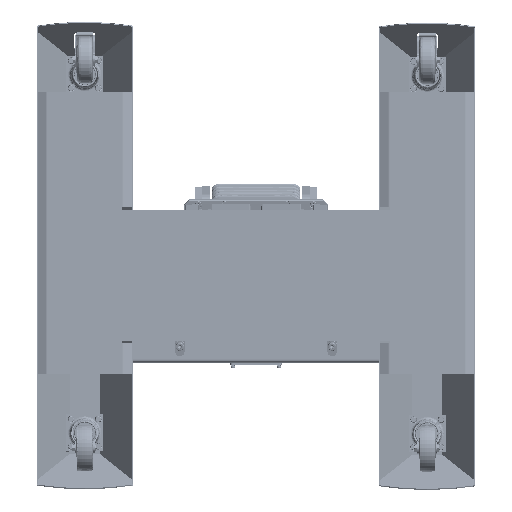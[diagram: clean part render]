
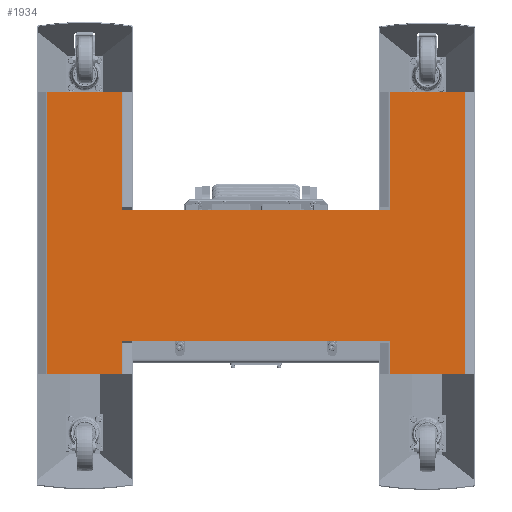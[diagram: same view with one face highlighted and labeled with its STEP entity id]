
A CAD part, front view. The second image highlights one B-rep face of the part: STEP entity #1934.
In plain terms, the highlighted planar face has unit normal (0, -1, 0).
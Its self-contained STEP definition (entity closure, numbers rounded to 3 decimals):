
#1465 = VERTEX_POINT ( 'NONE', #23903 ) ;
#1489 = EDGE_CURVE ( 'NONE', #1520, #1495, #23963, .T. ) ;
#1495 = VERTEX_POINT ( 'NONE', #23956 ) ;
#1520 = VERTEX_POINT ( 'NONE', #24061 ) ;
#1567 = VERTEX_POINT ( 'NONE', #24174 ) ;
#1605 = EDGE_CURVE ( 'NONE', #1721, #1465, #24309, .T. ) ;
#1615 = EDGE_CURVE ( 'NONE', #1617, #1633, #24288, .T. ) ;
#1617 = VERTEX_POINT ( 'NONE', #24283 ) ;
#1633 = VERTEX_POINT ( 'NONE', #24374 ) ;
#1721 = VERTEX_POINT ( 'NONE', #24569 ) ;
#1743 = EDGE_CURVE ( 'NONE', #1567, #1744, #24529, .T. ) ;
#1744 = VERTEX_POINT ( 'NONE', #24641 ) ;
#1750 = EDGE_CURVE ( 'NONE', #1950, #1914, #24625, .T. ) ;
#1753 = ORIENTED_EDGE ( 'NONE', *, *, #1948, .F. ) ;
#1756 = ORIENTED_EDGE ( 'NONE', *, *, #1795, .F. ) ;
#1775 = VERTEX_POINT ( 'NONE', #24676 ) ;
#1795 = EDGE_CURVE ( 'NONE', #2076, #1940, #24653, .T. ) ;
#1797 = ORIENTED_EDGE ( 'NONE', *, *, #2051, .F. ) ;
#1804 = ORIENTED_EDGE ( 'NONE', *, *, #1841, .F. ) ;
#1812 = ORIENTED_EDGE ( 'NONE', *, *, #1926, .F. ) ;
#1841 = EDGE_CURVE ( 'NONE', #1775, #2090, #24820, .T. ) ;
#1866 = VERTEX_POINT ( 'NONE', #24781 ) ;
#1877 = EDGE_CURVE ( 'NONE', #1744, #1617, #24894, .T. ) ;
#1889 = ORIENTED_EDGE ( 'NONE', *, *, #1891, .F. ) ;
#1891 = EDGE_CURVE ( 'NONE', #1917, #1567, #24861, .T. ) ;
#1896 = ORIENTED_EDGE ( 'NONE', *, *, #1907, .F. ) ;
#1899 = ORIENTED_EDGE ( 'NONE', *, *, #1750, .F. ) ;
#1907 = EDGE_CURVE ( 'NONE', #1914, #1917, #24840, .T. ) ;
#1914 = VERTEX_POINT ( 'NONE', #24952 ) ;
#1917 = VERTEX_POINT ( 'NONE', #24948 ) ;
#1926 = EDGE_CURVE ( 'NONE', #1866, #1775, #24933, .T. ) ;
#1934 = ADVANCED_FACE ( 'NONE', ( #25025 ), #24906, .F. ) ;
#1936 = EDGE_LOOP ( 'NONE', ( #1993, #1999, #2005, #2092, #2098, #37367, #1967, #1889, #1896, #1899, #1753, #1756, #1797, #1804, #1812, #2177 ) ) ;
#1940 = VERTEX_POINT ( 'NONE', #25013 ) ;
#1948 = EDGE_CURVE ( 'NONE', #1940, #1950, #25011, .T. ) ;
#1950 = VERTEX_POINT ( 'NONE', #24998 ) ;
#1967 = ORIENTED_EDGE ( 'NONE', *, *, #1743, .F. ) ;
#1993 = ORIENTED_EDGE ( 'NONE', *, *, #1489, .F. ) ;
#1999 = ORIENTED_EDGE ( 'NONE', *, *, #2003, .F. ) ;
#2003 = EDGE_CURVE ( 'NONE', #1465, #1520, #25050, .T. ) ;
#2005 = ORIENTED_EDGE ( 'NONE', *, *, #1605, .F. ) ;
#2051 = EDGE_CURVE ( 'NONE', #2090, #2076, #25172, .T. ) ;
#2076 = VERTEX_POINT ( 'NONE', #25246 ) ;
#2090 = VERTEX_POINT ( 'NONE', #25220 ) ;
#2092 = ORIENTED_EDGE ( 'NONE', *, *, #2094, .F. ) ;
#2094 = EDGE_CURVE ( 'NONE', #1633, #1721, #25219, .T. ) ;
#2098 = ORIENTED_EDGE ( 'NONE', *, *, #1615, .F. ) ;
#2177 = ORIENTED_EDGE ( 'NONE', *, *, #2181, .F. ) ;
#2181 = EDGE_CURVE ( 'NONE', #1495, #1866, #25399, .T. ) ;
#23903 = CARTESIAN_POINT ( 'NONE',  ( -335.5, -4., -453. ) ) ;
#23956 = CARTESIAN_POINT ( 'NONE',  ( -215.5, -4., 0. ) ) ;
#23958 = DIRECTION ( 'NONE',  ( 1., 0., 0. ) ) ;
#23960 = VECTOR ( 'NONE', #23958, 1000. ) ;
#23962 = CARTESIAN_POINT ( 'NONE',  ( -335.5, -4., 0. ) ) ;
#23963 = LINE ( 'NONE', #23962, #23960 ) ;
#24061 = CARTESIAN_POINT ( 'NONE',  ( -335.5, -4., 0. ) ) ;
#24174 = CARTESIAN_POINT ( 'NONE',  ( 215.5, -4., -404. ) ) ;
#24283 = CARTESIAN_POINT ( 'NONE',  ( -215.5, -4., -400. ) ) ;
#24284 = DIRECTION ( 'NONE',  ( 0., 0., -1. ) ) ;
#24285 = VECTOR ( 'NONE', #24284, 1000. ) ;
#24286 = CARTESIAN_POINT ( 'NONE',  ( -215.5, -4., -400. ) ) ;
#24288 = LINE ( 'NONE', #24286, #24285 ) ;
#24304 = DIRECTION ( 'NONE',  ( -1., 0., 0. ) ) ;
#24306 = VECTOR ( 'NONE', #24304, 1000. ) ;
#24308 = CARTESIAN_POINT ( 'NONE',  ( -215.5, -4., -453. ) ) ;
#24309 = LINE ( 'NONE', #24308, #24306 ) ;
#24374 = CARTESIAN_POINT ( 'NONE',  ( -215.5, -4., -404. ) ) ;
#24529 = LINE ( 'NONE', #24646, #24645 ) ;
#24569 = CARTESIAN_POINT ( 'NONE',  ( -215.5, -4., -453. ) ) ;
#24620 = DIRECTION ( 'NONE',  ( 0., 0., -1. ) ) ;
#24621 = VECTOR ( 'NONE', #24620, 1000. ) ;
#24624 = CARTESIAN_POINT ( 'NONE',  ( 335.5, -4., -453. ) ) ;
#24625 = LINE ( 'NONE', #24624, #24621 ) ;
#24641 = CARTESIAN_POINT ( 'NONE',  ( 215.5, -4., -400. ) ) ;
#24644 = DIRECTION ( 'NONE',  ( 0., 0., 1. ) ) ;
#24645 = VECTOR ( 'NONE', #24644, 1000. ) ;
#24646 = CARTESIAN_POINT ( 'NONE',  ( 215.5, -4., -400. ) ) ;
#24649 = DIRECTION ( 'NONE',  ( 0., 0., 1. ) ) ;
#24650 = VECTOR ( 'NONE', #24649, 1000. ) ;
#24651 = CARTESIAN_POINT ( 'NONE',  ( 215.5, -4., 0. ) ) ;
#24653 = LINE ( 'NONE', #24651, #24650 ) ;
#24676 = CARTESIAN_POINT ( 'NONE',  ( -215.5, -4., -189. ) ) ;
#24781 = CARTESIAN_POINT ( 'NONE',  ( -215.5, -4., -185. ) ) ;
#24817 = DIRECTION ( 'NONE',  ( 1., 0., 0. ) ) ;
#24818 = VECTOR ( 'NONE', #24817, 1000. ) ;
#24819 = CARTESIAN_POINT ( 'NONE',  ( 215.5, -4., -189. ) ) ;
#24820 = LINE ( 'NONE', #24819, #24818 ) ;
#24836 = DIRECTION ( 'NONE',  ( -1., 0., 0. ) ) ;
#24838 = VECTOR ( 'NONE', #24836, 1000. ) ;
#24839 = CARTESIAN_POINT ( 'NONE',  ( 215.5, -4., -453. ) ) ;
#24840 = LINE ( 'NONE', #24839, #24838 ) ;
#24857 = DIRECTION ( 'NONE',  ( 0., 0., 1. ) ) ;
#24858 = VECTOR ( 'NONE', #24857, 1000. ) ;
#24859 = CARTESIAN_POINT ( 'NONE',  ( 215.5, -4., -400. ) ) ;
#24861 = LINE ( 'NONE', #24859, #24858 ) ;
#24889 = DIRECTION ( 'NONE',  ( -1., 0., 0. ) ) ;
#24891 = VECTOR ( 'NONE', #24889, 1000. ) ;
#24893 = CARTESIAN_POINT ( 'NONE',  ( -215.5, -4., -400. ) ) ;
#24894 = LINE ( 'NONE', #24893, #24891 ) ;
#24906 = PLANE ( 'NONE',  #25023 ) ;
#24930 = DIRECTION ( 'NONE',  ( 0., 0., -1. ) ) ;
#24931 = VECTOR ( 'NONE', #24930, 1000. ) ;
#24932 = CARTESIAN_POINT ( 'NONE',  ( -215.5, -4., 0. ) ) ;
#24933 = LINE ( 'NONE', #24932, #24931 ) ;
#24948 = CARTESIAN_POINT ( 'NONE',  ( 215.5, -4., -453. ) ) ;
#24952 = CARTESIAN_POINT ( 'NONE',  ( 335.5, -4., -453. ) ) ;
#24998 = CARTESIAN_POINT ( 'NONE',  ( 335.5, -4., 0. ) ) ;
#25005 = DIRECTION ( 'NONE',  ( 1., 0., 0. ) ) ;
#25007 = VECTOR ( 'NONE', #25005, 1000. ) ;
#25010 = CARTESIAN_POINT ( 'NONE',  ( 335.5, -4., 0. ) ) ;
#25011 = LINE ( 'NONE', #25010, #25007 ) ;
#25013 = CARTESIAN_POINT ( 'NONE',  ( 215.5, -4., 0. ) ) ;
#25014 = DIRECTION ( 'NONE',  ( 0., 0., 1. ) ) ;
#25016 = DIRECTION ( 'NONE',  ( 0., 1., 0. ) ) ;
#25017 = CARTESIAN_POINT ( 'NONE',  ( -215.5, -4., 0. ) ) ;
#25023 = AXIS2_PLACEMENT_3D ( 'NONE', #25017, #25016, #25014 ) ;
#25025 = FACE_OUTER_BOUND ( 'NONE', #1936, .T. ) ;
#25040 = DIRECTION ( 'NONE',  ( 0., 0., 1. ) ) ;
#25042 = VECTOR ( 'NONE', #25040, 1000. ) ;
#25043 = CARTESIAN_POINT ( 'NONE',  ( -335.5, -4., -453. ) ) ;
#25050 = LINE ( 'NONE', #25043, #25042 ) ;
#25157 = DIRECTION ( 'NONE',  ( 0., 0., 1. ) ) ;
#25158 = VECTOR ( 'NONE', #25157, 1000. ) ;
#25160 = CARTESIAN_POINT ( 'NONE',  ( 215.5, -4., 0. ) ) ;
#25172 = LINE ( 'NONE', #25160, #25158 ) ;
#25219 = LINE ( 'NONE', #25338, #25337 ) ;
#25220 = CARTESIAN_POINT ( 'NONE',  ( 215.5, -4., -189. ) ) ;
#25246 = CARTESIAN_POINT ( 'NONE',  ( 215.5, -4., -185. ) ) ;
#25336 = DIRECTION ( 'NONE',  ( 0., 0., -1. ) ) ;
#25337 = VECTOR ( 'NONE', #25336, 1000. ) ;
#25338 = CARTESIAN_POINT ( 'NONE',  ( -215.5, -4., -400. ) ) ;
#25395 = DIRECTION ( 'NONE',  ( 0., 0., -1. ) ) ;
#25396 = VECTOR ( 'NONE', #25395, 1000. ) ;
#25398 = CARTESIAN_POINT ( 'NONE',  ( -215.5, -4., 0. ) ) ;
#25399 = LINE ( 'NONE', #25398, #25396 ) ;
#37367 = ORIENTED_EDGE ( 'NONE', *, *, #1877, .F. ) ;
